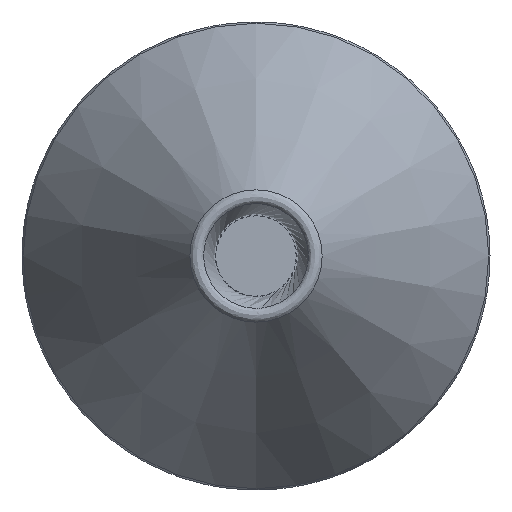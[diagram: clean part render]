
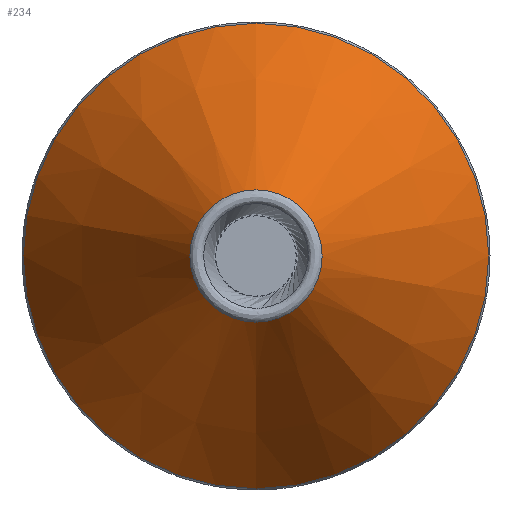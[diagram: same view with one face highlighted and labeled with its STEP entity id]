
A CAD part, left-side view. The second image highlights one B-rep face of the part: STEP entity #234.
In plain terms, the highlighted conical face has half-angle 30 degrees and reference radius 3 mm.
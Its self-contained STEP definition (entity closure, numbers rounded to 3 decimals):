
#157=CONICAL_SURFACE('',#418,3.,30.);
#208=FACE_BOUND('',#273,.T.);
#209=FACE_BOUND('',#274,.T.);
#234=ADVANCED_FACE('',(#208,#209),#157,.T.);
#273=EDGE_LOOP('',(#313));
#274=EDGE_LOOP('',(#314));
#313=ORIENTED_EDGE('',*,*,#359,.F.);
#314=ORIENTED_EDGE('',*,*,#357,.T.);
#337=VERTEX_POINT('',#592);
#339=VERTEX_POINT('',#598);
#357=EDGE_CURVE('',#337,#337,#377,.T.);
#359=EDGE_CURVE('',#339,#339,#380,.T.);
#377=CIRCLE('',#414,3.);
#380=CIRCLE('',#417,10.556);
#414=AXIS2_PLACEMENT_3D('',#591,#481,#482);
#417=AXIS2_PLACEMENT_3D('',#597,#488,#489);
#418=AXIS2_PLACEMENT_3D('',#599,#490,#491);
#481=DIRECTION('',(1.,0.,0.));
#482=DIRECTION('',(0.,0.,-1.));
#488=DIRECTION('',(1.,0.,0.));
#489=DIRECTION('',(0.,0.,-1.));
#490=DIRECTION('',(1.,0.,0.));
#491=DIRECTION('',(0.,0.,-1.));
#591=CARTESIAN_POINT('',(0.211,0.,0.));
#592=CARTESIAN_POINT('',(0.211,0.,-3.));
#597=CARTESIAN_POINT('',(13.298,0.,0.));
#598=CARTESIAN_POINT('',(13.298,0.,-10.556));
#599=CARTESIAN_POINT('',(0.211,0.,0.));
